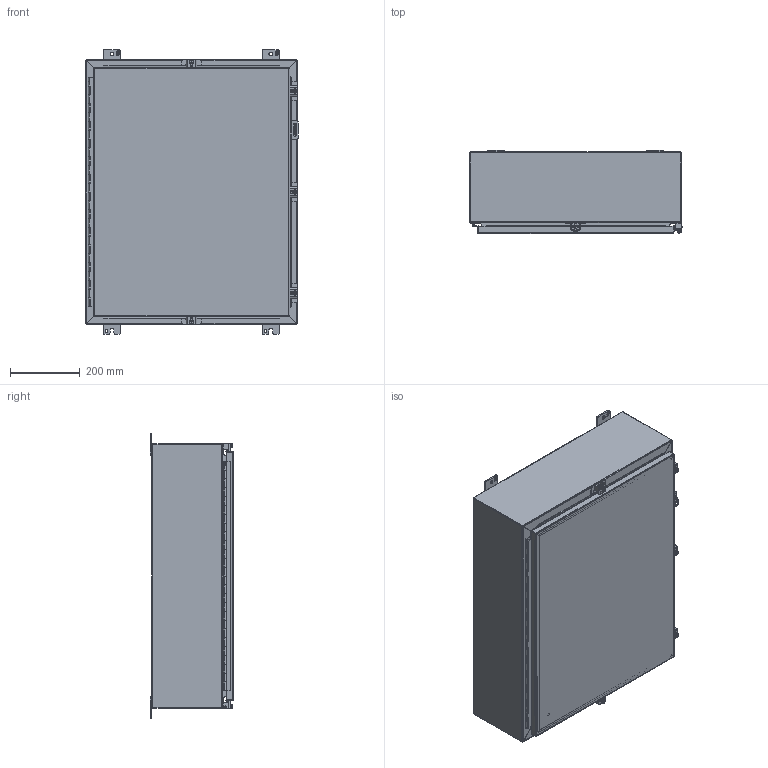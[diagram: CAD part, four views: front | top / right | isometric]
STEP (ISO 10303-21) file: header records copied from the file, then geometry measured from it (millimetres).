
FILE_DESCRIPTION (( 'STEP AP203' ), '1' );
FILE_NAME ('1418N4K8_Default.step', '2019-10-31T22:18:14', ( 'ADC123' ), ( 'Microsoft' ), 'SwSTEP 2.0', 'SolidWorks 2019', '' );
FILE_SCHEMA (( 'CONFIG_CONTROL_DESIGN' ));
Length unit declared in the file: inch
Products named in the file (1): 1418N4K8_Default
Bounding box: 612.8 x 239.7 x 819.15 mm (x, y, z)
Volume: 4250227.6 mm3; surface area: 4372191 mm2
Topology: 43 solids, 44 shells, 1601 faces, 4169 edges, 2698 vertices
Faces by surface type: plane 965, cylinder 550, bspline 68, cone 18
Entity records: 51832 total; most frequent: CARTESIAN_POINT 12167, ORIENTED_EDGE 8330, DIRECTION 8099, EDGE_CURVE 4165, VECTOR 2907, LINE 2907, VERTEX_POINT 2698, AXIS2_PLACEMENT_3D 2596
